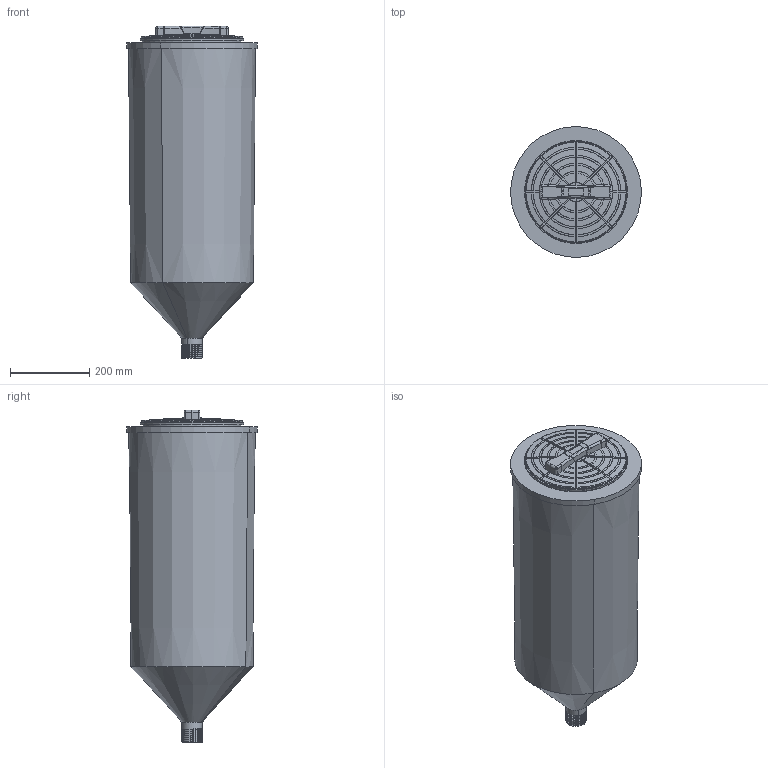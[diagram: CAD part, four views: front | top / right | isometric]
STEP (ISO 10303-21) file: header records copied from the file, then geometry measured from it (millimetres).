
FILE_DESCRIPTION(('CATIA V5 STEP Exchange'),'2;1');
FILE_NAME('2. DP 53L T-220.stp','2019-02-22T16:25:38+00:00',('none'),('none'),'CATIA Version 5 Release 20 GA (IN-10)','CATIA V5 STEP AP203','none');
FILE_SCHEMA(('CONFIG_CONTROL_DESIGN'));
Products named in the file (3): Product1; KIT ARO TAMPA ANEL DE BORRACHA E PENEIRA; TAMPA_1
Assembly tree (8 placements, depth 4):
  Product1
    KIT ARO TAMPA ANEL DE BORRACHA E PENEIRA
      TAMPA_1
        #74
        #2602
      #16589
      #229530
      #236535
    #236802
Bounding box: 329.91 x 329.91 x 836.97 mm (x, y, z)
Volume: 8373502.7 mm3; surface area: 1979476.6 mm2
Topology: 7 solids, 7 shells, 4911 faces, 23545 edges, 15540 vertices
Faces by surface type: cone 3380, plane 775, bspline 397, cylinder 233, sphere 88, torus 38
Entity records: 239256 total; most frequent: CARTESIAN_POINT 52348, ORIENTED_EDGE 47058, DIRECTION 31132, EDGE_CURVE 23529, VERTEX_POINT 15540, VECTOR 15148, LINE 15148, AXIS2_PLACEMENT_3D 11476
